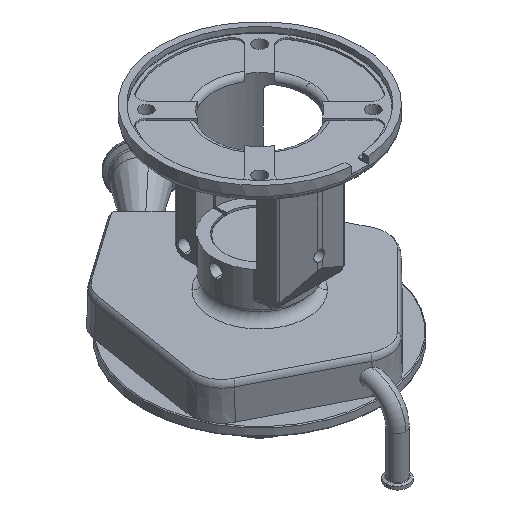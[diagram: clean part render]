
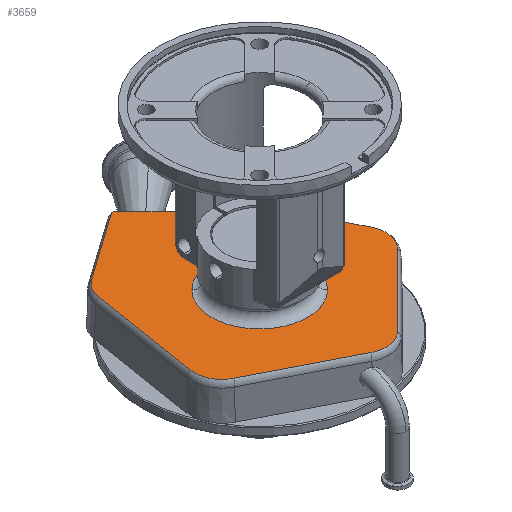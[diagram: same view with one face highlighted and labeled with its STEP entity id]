
A CAD part, isometric view. The second image highlights one B-rep face of the part: STEP entity #3659.
In plain terms, the highlighted planar face has unit normal (0, 0, 1).
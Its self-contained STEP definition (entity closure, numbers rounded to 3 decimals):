
#268 = CARTESIAN_POINT ( 'NONE',  ( 37.605, -120.315, -189. ) ) ;
#459 = CARTESIAN_POINT ( 'NONE',  ( 1.415, -126.047, -189. ) ) ;
#538 = CARTESIAN_POINT ( 'NONE',  ( 100.078, 50.054, -189. ) ) ;
#619 = CARTESIAN_POINT ( 'NONE',  ( -90.741, 102.763, -189. ) ) ;
#711 = ORIENTED_EDGE ( 'NONE', *, *, #7712, .F. ) ;
#829 = VECTOR ( 'NONE', #12997, 1000. ) ;
#865 = LINE ( 'NONE', #3935, #4259 ) ;
#889 = DIRECTION ( 'NONE',  ( 0.707, -0.707, 0. ) ) ;
#940 = EDGE_CURVE ( 'NONE', #8622, #2126, #966, .T. ) ;
#966 = LINE ( 'NONE', #6628, #829 ) ;
#1117 = CARTESIAN_POINT ( 'NONE',  ( -10.264, 160.332, -189. ) ) ;
#1262 = DIRECTION ( 'NONE',  ( -0.966, -0.259, 0. ) ) ;
#1294 = VECTOR ( 'NONE', #1262, 1000. ) ;
#1296 = VECTOR ( 'NONE', #13186, 1000. ) ;
#1310 = CARTESIAN_POINT ( 'NONE',  ( 12.046, -145.874, -189. ) ) ;
#1354 = EDGE_CURVE ( 'NONE', #6428, #2055, #4063, .T. ) ;
#1515 = CARTESIAN_POINT ( 'NONE',  ( 77.782, 77.782, -189. ) ) ;
#1521 = VERTEX_POINT ( 'NONE', #3599 ) ;
#1526 = CIRCLE ( 'NONE', #9533, 7.141 ) ;
#1604 = AXIS2_PLACEMENT_3D ( 'NONE', #3864, #2854, #6172 ) ;
#1690 = LINE ( 'NONE', #538, #10394 ) ;
#1822 = CARTESIAN_POINT ( 'NONE',  ( -88.655, -45.172, -189. ) ) ;
#1840 = DIRECTION ( 'NONE',  ( 0.707, -0.707, 0. ) ) ;
#1861 = LINE ( 'NONE', #5085, #3853 ) ;
#1872 = CARTESIAN_POINT ( 'NONE',  ( 139.999, 339.783, -189. ) ) ;
#2055 = VERTEX_POINT ( 'NONE', #619 ) ;
#2126 = VERTEX_POINT ( 'NONE', #1117 ) ;
#2278 = ORIENTED_EDGE ( 'NONE', *, *, #940, .F. ) ;
#2425 = ORIENTED_EDGE ( 'NONE', *, *, #8649, .F. ) ;
#2790 = DIRECTION ( 'NONE',  ( 0., 0., -1. ) ) ;
#2798 = ORIENTED_EDGE ( 'NONE', *, *, #9558, .F. ) ;
#2816 = FACE_BOUND ( 'NONE', #11645, .T. ) ;
#2854 = DIRECTION ( 'NONE',  ( 0., 0., 1. ) ) ;
#2874 = CARTESIAN_POINT ( 'NONE',  ( -99.486, 85.602, -189. ) ) ;
#2876 = DIRECTION ( 'NONE',  ( -0.707, 0.707, 0. ) ) ;
#2993 = DIRECTION ( 'NONE',  ( -0.891, 0.454, 0. ) ) ;
#3085 = DIRECTION ( 'NONE',  ( 0., 0., -1. ) ) ;
#3305 = ORIENTED_EDGE ( 'NONE', *, *, #4981, .T. ) ;
#3576 = ORIENTED_EDGE ( 'NONE', *, *, #1354, .F. ) ;
#3599 = CARTESIAN_POINT ( 'NONE',  ( 49.83, 129.466, -189. ) ) ;
#3650 = CARTESIAN_POINT ( 'NONE',  ( 67.924, 113.783, -189. ) ) ;
#3659 = ADVANCED_FACE ( 'NONE', ( #2816, #4170 ), #9576, .T. ) ;
#3779 = EDGE_CURVE ( 'NONE', #2126, #7867, #1526, .T. ) ;
#3853 = VECTOR ( 'NONE', #2993, 1000. ) ;
#3862 = VERTEX_POINT ( 'NONE', #13210 ) ;
#3864 = CARTESIAN_POINT ( 'NONE',  ( 0., 0., -189. ) ) ;
#3901 = DIRECTION ( 'NONE',  ( 0.45, -0.893, 0. ) ) ;
#3935 = CARTESIAN_POINT ( 'NONE',  ( -119.44, -40.293, -189. ) ) ;
#4063 = CIRCLE ( 'NONE', #5701, 31.169 ) ;
#4078 = CARTESIAN_POINT ( 'NONE',  ( 40.096, 99.742, -189. ) ) ;
#4088 = DIRECTION ( 'NONE',  ( 0., 0., 1. ) ) ;
#4170 = FACE_OUTER_BOUND ( 'NONE', #11485, .T. ) ;
#4203 = ORIENTED_EDGE ( 'NONE', *, *, #3779, .F. ) ;
#4259 = VECTOR ( 'NONE', #9471, 1000. ) ;
#4489 = EDGE_CURVE ( 'NONE', #11184, #4722, #7413, .T. ) ;
#4513 = VERTEX_POINT ( 'NONE', #5426 ) ;
#4583 = CIRCLE ( 'NONE', #1604, 55. ) ;
#4607 = CARTESIAN_POINT ( 'NONE',  ( -6.083, 161.646, -189. ) ) ;
#4618 = CIRCLE ( 'NONE', #4840, 31.169 ) ;
#4713 = CARTESIAN_POINT ( 'NONE',  ( -86.721, 106.155, -189. ) ) ;
#4722 = VERTEX_POINT ( 'NONE', #13688 ) ;
#4840 = AXIS2_PLACEMENT_3D ( 'NONE', #1822, #6205, #889 ) ;
#4860 = EDGE_CURVE ( 'NONE', #8798, #4982, #7789, .T. ) ;
#4940 = AXIS2_PLACEMENT_3D ( 'NONE', #9503, #9431, #10560 ) ;
#4981 = EDGE_CURVE ( 'NONE', #4513, #7867, #11329, .T. ) ;
#4982 = VERTEX_POINT ( 'NONE', #3650 ) ;
#5085 = CARTESIAN_POINT ( 'NONE',  ( -102.806, -72.944, -189. ) ) ;
#5107 = ORIENTED_EDGE ( 'NONE', *, *, #13648, .F. ) ;
#5170 = EDGE_CURVE ( 'NONE', #2055, #8622, #6890, .T. ) ;
#5192 = ORIENTED_EDGE ( 'NONE', *, *, #11945, .F. ) ;
#5426 = CARTESIAN_POINT ( 'NONE',  ( 31.113, 124.451, -189. ) ) ;
#5452 = ORIENTED_EDGE ( 'NONE', *, *, #5170, .F. ) ;
#5701 = AXIS2_PLACEMENT_3D ( 'NONE', #6400, #3085, #7486 ) ;
#5953 = AXIS2_PLACEMENT_3D ( 'NONE', #4078, #2790, #8466 ) ;
#6047 = EDGE_CURVE ( 'NONE', #3862, #7458, #4618, .T. ) ;
#6172 = DIRECTION ( 'NONE',  ( 0.707, -0.707, 0. ) ) ;
#6205 = DIRECTION ( 'NONE',  ( 0., 0., -1. ) ) ;
#6228 = DIRECTION ( 'NONE',  ( 0.707, -0.707, 0. ) ) ;
#6370 = DIRECTION ( 'NONE',  ( 0., 0., -1. ) ) ;
#6400 = CARTESIAN_POINT ( 'NONE',  ( -68.701, 80.723, -189. ) ) ;
#6428 = VERTEX_POINT ( 'NONE', #2874 ) ;
#6435 = ORIENTED_EDGE ( 'NONE', *, *, #8994, .F. ) ;
#6628 = CARTESIAN_POINT ( 'NONE',  ( -159.395, 54.659, -189. ) ) ;
#6744 = EDGE_CURVE ( 'NONE', #4722, #11184, #4583, .T. ) ;
#6890 = CIRCLE ( 'NONE', #8044, 31.169 ) ;
#7052 = CARTESIAN_POINT ( 'NONE',  ( 120.315, -37.605, -189. ) ) ;
#7094 = DIRECTION ( 'NONE',  ( 0., 0., 1. ) ) ;
#7312 = CARTESIAN_POINT ( 'NONE',  ( 15.565, -98.275, -189. ) ) ;
#7334 = VECTOR ( 'NONE', #10178, 1000. ) ;
#7413 = CIRCLE ( 'NONE', #13118, 55. ) ;
#7458 = VERTEX_POINT ( 'NONE', #12360 ) ;
#7486 = DIRECTION ( 'NONE',  ( 0.707, -0.707, 0. ) ) ;
#7712 = EDGE_CURVE ( 'NONE', #1521, #8798, #14048, .T. ) ;
#7724 = CARTESIAN_POINT ( 'NONE',  ( 117.362, 147.561, -189. ) ) ;
#7789 = CIRCLE ( 'NONE', #5953, 31.169 ) ;
#7855 = CARTESIAN_POINT ( 'NONE',  ( -6.135, 154.505, -189. ) ) ;
#7867 = VERTEX_POINT ( 'NONE', #4607 ) ;
#7977 = VERTEX_POINT ( 'NONE', #7052 ) ;
#8024 = ORIENTED_EDGE ( 'NONE', *, *, #13122, .T. ) ;
#8044 = AXIS2_PLACEMENT_3D ( 'NONE', #9735, #6370, #14085 ) ;
#8243 = DIRECTION ( 'NONE',  ( 0., 0., -1. ) ) ;
#8335 = ORIENTED_EDGE ( 'NONE', *, *, #6744, .F. ) ;
#8441 = ORIENTED_EDGE ( 'NONE', *, *, #8502, .F. ) ;
#8446 = CARTESIAN_POINT ( 'NONE',  ( 98.275, -15.565, -189. ) ) ;
#8466 = DIRECTION ( 'NONE',  ( 0.707, -0.707, 0. ) ) ;
#8502 = EDGE_CURVE ( 'NONE', #11230, #7977, #11820, .T. ) ;
#8622 = VERTEX_POINT ( 'NONE', #4713 ) ;
#8644 = DIRECTION ( 'NONE',  ( 0.707, -0.707, 0. ) ) ;
#8649 = EDGE_CURVE ( 'NONE', #4982, #11230, #1690, .T. ) ;
#8798 = VERTEX_POINT ( 'NONE', #11000 ) ;
#8828 = AXIS2_PLACEMENT_3D ( 'NONE', #1872, #4088, #2876 ) ;
#8994 = EDGE_CURVE ( 'NONE', #11250, #3862, #1861, .T. ) ;
#9105 = AXIS2_PLACEMENT_3D ( 'NONE', #8446, #8243, #1840 ) ;
#9121 = LINE ( 'NONE', #1310, #1296 ) ;
#9431 = DIRECTION ( 'NONE',  ( 0., 0., 1. ) ) ;
#9471 = DIRECTION ( 'NONE',  ( 0.157, 0.988, 0. ) ) ;
#9503 = CARTESIAN_POINT ( 'NONE',  ( 123.744, 123.744, -189. ) ) ;
#9533 = AXIS2_PLACEMENT_3D ( 'NONE', #7855, #14055, #8644 ) ;
#9558 = EDGE_CURVE ( 'NONE', #12731, #11250, #10822, .T. ) ;
#9576 = PLANE ( 'NONE',  #4940 ) ;
#9735 = CARTESIAN_POINT ( 'NONE',  ( -68.701, 80.723, -189. ) ) ;
#9917 = AXIS2_PLACEMENT_3D ( 'NONE', #7312, #11672, #6228 ) ;
#10083 = CARTESIAN_POINT ( 'NONE',  ( -38.891, 38.891, -189. ) ) ;
#10178 = DIRECTION ( 'NONE',  ( -0.707, 0.707, 0. ) ) ;
#10296 = CARTESIAN_POINT ( 'NONE',  ( 0., 0., -189. ) ) ;
#10394 = VECTOR ( 'NONE', #3901, 1000. ) ;
#10560 = DIRECTION ( 'NONE',  ( 0.707, -0.707, 0. ) ) ;
#10822 = CIRCLE ( 'NONE', #9917, 31.169 ) ;
#11000 = CARTESIAN_POINT ( 'NONE',  ( 52.073, 128.519, -189. ) ) ;
#11184 = VERTEX_POINT ( 'NONE', #10083 ) ;
#11230 = VERTEX_POINT ( 'NONE', #13499 ) ;
#11231 = ORIENTED_EDGE ( 'NONE', *, *, #4489, .F. ) ;
#11250 = VERTEX_POINT ( 'NONE', #459 ) ;
#11329 = LINE ( 'NONE', #1515, #7334 ) ;
#11449 = DIRECTION ( 'NONE',  ( 0.707, -0.707, 0. ) ) ;
#11485 = EDGE_LOOP ( 'NONE', ( #711, #8024, #3305, #4203, #2278, #5452, #3576, #5107, #13023, #6435, #2798, #5192, #8441, #2425, #13359 ) ) ;
#11645 = EDGE_LOOP ( 'NONE', ( #8335, #11231 ) ) ;
#11672 = DIRECTION ( 'NONE',  ( 0., 0., -1. ) ) ;
#11820 = CIRCLE ( 'NONE', #9105, 31.169 ) ;
#11945 = EDGE_CURVE ( 'NONE', #7977, #12731, #9121, .T. ) ;
#12082 = LINE ( 'NONE', #7724, #1294 ) ;
#12360 = CARTESIAN_POINT ( 'NONE',  ( -119.44, -40.293, -189. ) ) ;
#12731 = VERTEX_POINT ( 'NONE', #268 ) ;
#12997 = DIRECTION ( 'NONE',  ( 0.816, 0.578, 0. ) ) ;
#13023 = ORIENTED_EDGE ( 'NONE', *, *, #6047, .F. ) ;
#13118 = AXIS2_PLACEMENT_3D ( 'NONE', #10296, #7094, #11449 ) ;
#13122 = EDGE_CURVE ( 'NONE', #1521, #4513, #12082, .T. ) ;
#13186 = DIRECTION ( 'NONE',  ( -0.707, -0.707, 0. ) ) ;
#13210 = CARTESIAN_POINT ( 'NONE',  ( -102.806, -72.944, -189. ) ) ;
#13359 = ORIENTED_EDGE ( 'NONE', *, *, #4860, .F. ) ;
#13499 = CARTESIAN_POINT ( 'NONE',  ( 126.103, -1.525, -189. ) ) ;
#13648 = EDGE_CURVE ( 'NONE', #7458, #6428, #865, .T. ) ;
#13688 = CARTESIAN_POINT ( 'NONE',  ( 38.891, -38.891, -189. ) ) ;
#14048 = CIRCLE ( 'NONE', #8828, 228.831 ) ;
#14055 = DIRECTION ( 'NONE',  ( 0., 0., -1. ) ) ;
#14085 = DIRECTION ( 'NONE',  ( 0.707, -0.707, 0. ) ) ;
